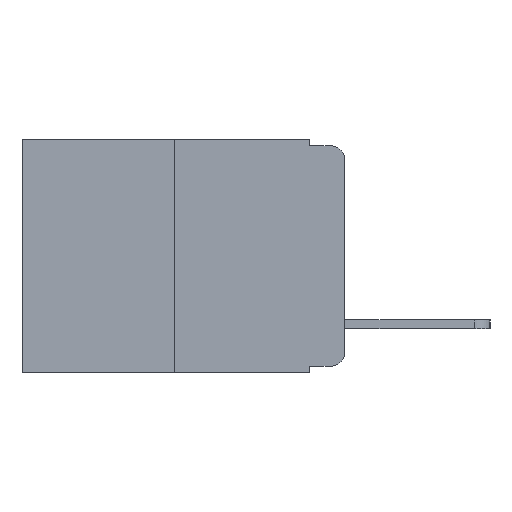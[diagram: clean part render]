
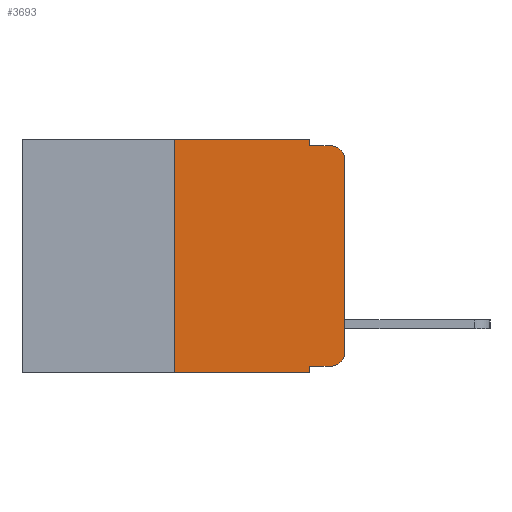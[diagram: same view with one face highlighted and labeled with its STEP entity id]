
A CAD part, left-side view. The second image highlights one B-rep face of the part: STEP entity #3693.
In plain terms, the highlighted planar face has unit normal (-1, 0, 0).
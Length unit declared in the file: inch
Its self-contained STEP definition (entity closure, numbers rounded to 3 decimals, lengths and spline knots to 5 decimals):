
#34 = AXIS2_PLACEMENT_3D ( 'NONE', #5983, #15611, #14987 ) ;
#103 = VERTEX_POINT ( 'NONE', #5153 ) ;
#179 = VERTEX_POINT ( 'NONE', #8813 ) ;
#482 = CARTESIAN_POINT ( 'NONE',  ( 0., 0.25, 0. ) ) ;
#868 = DIRECTION ( 'NONE',  ( 0., -1., 0. ) ) ;
#910 = LINE ( 'NONE', #17387, #11459 ) ;
#1025 = VERTEX_POINT ( 'NONE', #12310 ) ;
#1339 = CIRCLE ( 'NONE', #6995, 0.02 ) ;
#1394 = VERTEX_POINT ( 'NONE', #8299 ) ;
#2060 = LINE ( 'NONE', #2358, #12374 ) ;
#2283 = ORIENTED_EDGE ( 'NONE', *, *, #7153, .T. ) ;
#2358 = CARTESIAN_POINT ( 'NONE',  ( 0., 0.051, 0. ) ) ;
#2385 = CARTESIAN_POINT ( 'NONE',  ( 0., 0.02, -0.313 ) ) ;
#2485 = ORIENTED_EDGE ( 'NONE', *, *, #3856, .T. ) ;
#3080 = LINE ( 'NONE', #482, #16918 ) ;
#3402 = EDGE_LOOP ( 'NONE', ( #15928, #2485, #3778, #10897, #14895, #15313, #2283, #13010, #16749, #17151 ) ) ;
#3693 = ADVANCED_FACE ( 'NONE', ( #11090 ), #13339, .F. ) ;
#3759 = DIRECTION ( 'NONE',  ( 0., 0., -1. ) ) ;
#3778 = ORIENTED_EDGE ( 'NONE', *, *, #16119, .F. ) ;
#3821 = CARTESIAN_POINT ( 'NONE',  ( 0., 0.051, 0. ) ) ;
#3856 = EDGE_CURVE ( 'NONE', #1025, #179, #5473, .T. ) ;
#4293 = EDGE_CURVE ( 'NONE', #17347, #8407, #6712, .T. ) ;
#5153 = CARTESIAN_POINT ( 'NONE',  ( 0., 0.051, -0.01 ) ) ;
#5473 = CIRCLE ( 'NONE', #8187, 0.02 ) ;
#5585 = CARTESIAN_POINT ( 'NONE',  ( 0., 0.051, -0.343 ) ) ;
#5964 = LINE ( 'NONE', #11514, #12648 ) ;
#5983 = CARTESIAN_POINT ( 'NONE',  ( 0., 0.473, 0. ) ) ;
#6566 = EDGE_CURVE ( 'NONE', #6639, #1394, #1339, .T. ) ;
#6588 = CARTESIAN_POINT ( 'NONE',  ( 0., 0.02, -0.333 ) ) ;
#6639 = VERTEX_POINT ( 'NONE', #6588 ) ;
#6643 = LINE ( 'NONE', #6697, #10152 ) ;
#6697 = CARTESIAN_POINT ( 'NONE',  ( 0., 0.051, -0.01 ) ) ;
#6712 = LINE ( 'NONE', #7240, #12982 ) ;
#6995 = AXIS2_PLACEMENT_3D ( 'NONE', #2385, #11777, #3759 ) ;
#7113 = EDGE_CURVE ( 'NONE', #15139, #6639, #5964, .T. ) ;
#7153 = EDGE_CURVE ( 'NONE', #14186, #11515, #8680, .T. ) ;
#7240 = CARTESIAN_POINT ( 'NONE',  ( 0., 0.473, 0. ) ) ;
#7682 = VECTOR ( 'NONE', #15473, 39.37008 ) ;
#8187 = AXIS2_PLACEMENT_3D ( 'NONE', #12364, #12832, #12854 ) ;
#8299 = CARTESIAN_POINT ( 'NONE',  ( 0., 0., -0.313 ) ) ;
#8407 = VERTEX_POINT ( 'NONE', #3821 ) ;
#8680 = LINE ( 'NONE', #10271, #11819 ) ;
#8813 = CARTESIAN_POINT ( 'NONE',  ( 0., 0.02, -0.01 ) ) ;
#9905 = DIRECTION ( 'NONE',  ( 0., 0., 1. ) ) ;
#10152 = VECTOR ( 'NONE', #14702, 39.37008 ) ;
#10271 = CARTESIAN_POINT ( 'NONE',  ( 0., 0.473, -0.343 ) ) ;
#10382 = DIRECTION ( 'NONE',  ( 0., 0., -1. ) ) ;
#10897 = ORIENTED_EDGE ( 'NONE', *, *, #12698, .F. ) ;
#11090 = FACE_OUTER_BOUND ( 'NONE', #3402, .T. ) ;
#11453 = DIRECTION ( 'NONE',  ( 0., -1., 0. ) ) ;
#11459 = VECTOR ( 'NONE', #13395, 39.37008 ) ;
#11514 = CARTESIAN_POINT ( 'NONE',  ( 0., 0.051, -0.333 ) ) ;
#11515 = VERTEX_POINT ( 'NONE', #5585 ) ;
#11777 = DIRECTION ( 'NONE',  ( -1., 0., 0. ) ) ;
#11819 = VECTOR ( 'NONE', #868, 39.37008 ) ;
#12310 = CARTESIAN_POINT ( 'NONE',  ( 0., 0., -0.03 ) ) ;
#12329 = DIRECTION ( 'NONE',  ( 0., -1., 0. ) ) ;
#12364 = CARTESIAN_POINT ( 'NONE',  ( 0., 0.02, -0.03 ) ) ;
#12374 = VECTOR ( 'NONE', #10382, 39.37008 ) ;
#12648 = VECTOR ( 'NONE', #11453, 39.37008 ) ;
#12698 = EDGE_CURVE ( 'NONE', #8407, #103, #910, .T. ) ;
#12763 = CARTESIAN_POINT ( 'NONE',  ( 0., 0., 0. ) ) ;
#12832 = DIRECTION ( 'NONE',  ( -1., 0., 0. ) ) ;
#12854 = DIRECTION ( 'NONE',  ( 0., 0., -1. ) ) ;
#12982 = VECTOR ( 'NONE', #12329, 39.37008 ) ;
#13010 = ORIENTED_EDGE ( 'NONE', *, *, #13862, .F. ) ;
#13339 = PLANE ( 'NONE',  #34 ) ;
#13395 = DIRECTION ( 'NONE',  ( 0., 0., -1. ) ) ;
#13862 = EDGE_CURVE ( 'NONE', #15139, #11515, #2060, .T. ) ;
#14186 = VERTEX_POINT ( 'NONE', #14295 ) ;
#14295 = CARTESIAN_POINT ( 'NONE',  ( 0., 0.25, -0.343 ) ) ;
#14389 = LINE ( 'NONE', #12763, #7682 ) ;
#14702 = DIRECTION ( 'NONE',  ( 0., -1., 0. ) ) ;
#14895 = ORIENTED_EDGE ( 'NONE', *, *, #4293, .F. ) ;
#14987 = DIRECTION ( 'NONE',  ( 0., 0., -1. ) ) ;
#15139 = VERTEX_POINT ( 'NONE', #16324 ) ;
#15288 = EDGE_CURVE ( 'NONE', #14186, #17347, #3080, .T. ) ;
#15313 = ORIENTED_EDGE ( 'NONE', *, *, #15288, .F. ) ;
#15473 = DIRECTION ( 'NONE',  ( 0., 0., 1. ) ) ;
#15611 = DIRECTION ( 'NONE',  ( 1., 0., 0. ) ) ;
#15854 = EDGE_CURVE ( 'NONE', #1394, #1025, #14389, .T. ) ;
#15928 = ORIENTED_EDGE ( 'NONE', *, *, #15854, .T. ) ;
#16119 = EDGE_CURVE ( 'NONE', #103, #179, #6643, .T. ) ;
#16324 = CARTESIAN_POINT ( 'NONE',  ( 0., 0.051, -0.333 ) ) ;
#16749 = ORIENTED_EDGE ( 'NONE', *, *, #7113, .T. ) ;
#16826 = CARTESIAN_POINT ( 'NONE',  ( 0., 0.25, 0. ) ) ;
#16918 = VECTOR ( 'NONE', #9905, 39.37008 ) ;
#17151 = ORIENTED_EDGE ( 'NONE', *, *, #6566, .T. ) ;
#17347 = VERTEX_POINT ( 'NONE', #16826 ) ;
#17387 = CARTESIAN_POINT ( 'NONE',  ( 0., 0.051, 0. ) ) ;
